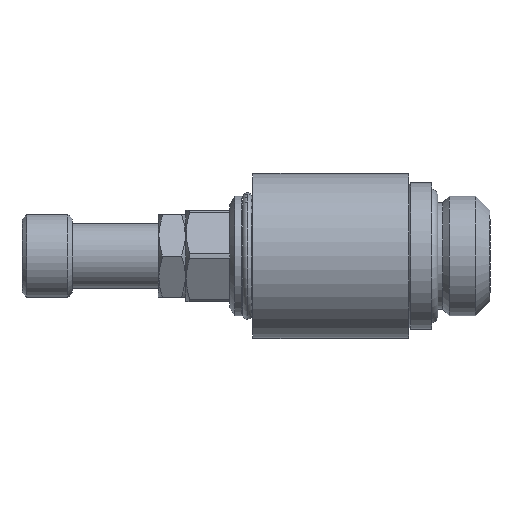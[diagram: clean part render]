
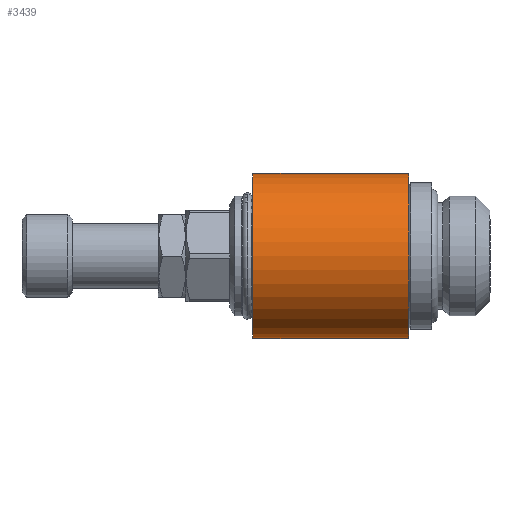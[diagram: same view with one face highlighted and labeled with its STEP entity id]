
A CAD part, left-side view. The second image highlights one B-rep face of the part: STEP entity #3439.
In plain terms, the highlighted cylindrical face has radius 9 mm (diameter 18 mm), a partial arc.
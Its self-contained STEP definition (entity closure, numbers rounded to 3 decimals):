
#357 = DIRECTION ( 'NONE',  ( 0., 0., 1. ) ) ;
#358 = DIRECTION ( 'NONE',  ( 0., 1., 0. ) ) ;
#359 = CARTESIAN_POINT ( 'NONE',  ( 0., 32.286, 0. ) ) ;
#360 = AXIS2_PLACEMENT_3D ( 'NONE', #359, #358, #357 ) ;
#362 = CYLINDRICAL_SURFACE ( 'NONE', #360, 9. ) ;
#363 = DIRECTION ( 'NONE',  ( 0., 0., -1. ) ) ;
#364 = DIRECTION ( 'NONE',  ( 0., -1., 0. ) ) ;
#365 = CARTESIAN_POINT ( 'NONE',  ( 0., 26.2, 0. ) ) ;
#366 = AXIS2_PLACEMENT_3D ( 'NONE', #365, #364, #363 ) ;
#367 = CIRCLE ( 'NONE', #366, 9. ) ;
#368 = FACE_OUTER_BOUND ( 'NONE', #3440, .T. ) ;
#404 = DIRECTION ( 'NONE',  ( 0., 0., 1. ) ) ;
#405 = DIRECTION ( 'NONE',  ( 0., 1., 0. ) ) ;
#406 = CARTESIAN_POINT ( 'NONE',  ( 0., 9.2, 0. ) ) ;
#407 = AXIS2_PLACEMENT_3D ( 'NONE', #406, #405, #404 ) ;
#408 = CIRCLE ( 'NONE', #407, 9. ) ;
#1837 = CARTESIAN_POINT ( 'NONE',  ( 0., 9.2, -9. ) ) ;
#1886 = LINE ( 'NONE', #1888, #1891 ) ;
#1888 = CARTESIAN_POINT ( 'NONE',  ( 0., 32.286, -9. ) ) ;
#1891 = VECTOR ( 'NONE', #1907, 1000. ) ;
#1895 = CARTESIAN_POINT ( 'NONE',  ( 0., 9.2, 9. ) ) ;
#1906 = CARTESIAN_POINT ( 'NONE',  ( 0., 26.2, -9. ) ) ;
#1907 = DIRECTION ( 'NONE',  ( 0., 1., 0. ) ) ;
#3114 = EDGE_CURVE ( 'NONE', #3844, #3134, #3675, .T. ) ;
#3134 = VERTEX_POINT ( 'NONE', #3648 ) ;
#3428 = ORIENTED_EDGE ( 'NONE', *, *, #3429, .T. ) ;
#3429 = EDGE_CURVE ( 'NONE', #3845, #3844, #408, .T. ) ;
#3437 = EDGE_CURVE ( 'NONE', #3134, #3848, #367, .T. ) ;
#3439 = ADVANCED_FACE ( 'NONE', ( #368 ), #362, .T. ) ;
#3440 = EDGE_LOOP ( 'NONE', ( #3441, #3428, #3453, #3454 ) ) ;
#3441 = ORIENTED_EDGE ( 'NONE', *, *, #3847, .F. ) ;
#3453 = ORIENTED_EDGE ( 'NONE', *, *, #3114, .T. ) ;
#3454 = ORIENTED_EDGE ( 'NONE', *, *, #3437, .T. ) ;
#3648 = CARTESIAN_POINT ( 'NONE',  ( 0., 26.2, 9. ) ) ;
#3668 = DIRECTION ( 'NONE',  ( 0., 1., 0. ) ) ;
#3669 = VECTOR ( 'NONE', #3668, 1000. ) ;
#3670 = CARTESIAN_POINT ( 'NONE',  ( 0., 32.286, 9. ) ) ;
#3675 = LINE ( 'NONE', #3670, #3669 ) ;
#3844 = VERTEX_POINT ( 'NONE', #1895 ) ;
#3845 = VERTEX_POINT ( 'NONE', #1837 ) ;
#3847 = EDGE_CURVE ( 'NONE', #3845, #3848, #1886, .T. ) ;
#3848 = VERTEX_POINT ( 'NONE', #1906 ) ;
